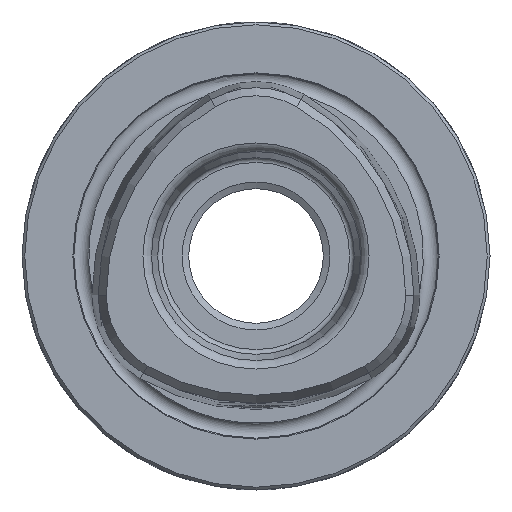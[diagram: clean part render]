
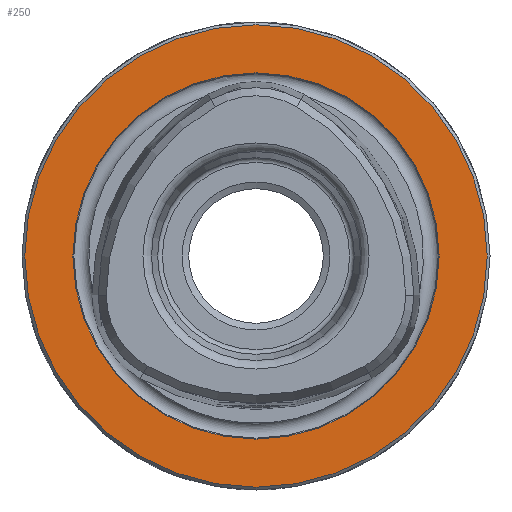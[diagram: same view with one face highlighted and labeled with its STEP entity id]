
A CAD part, left-side view. The second image highlights one B-rep face of the part: STEP entity #250.
In plain terms, the highlighted planar face has unit normal (-1, 0, 0).
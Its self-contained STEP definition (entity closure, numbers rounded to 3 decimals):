
#250 = ADVANCED_FACE( '', ( #560, #561 ), #562, .T. );
#560 = FACE_OUTER_BOUND( '', #915, .T. );
#561 = FACE_BOUND( '', #916, .T. );
#562 = PLANE( '', #917 );
#915 = EDGE_LOOP( '', ( #1552 ) );
#916 = EDGE_LOOP( '', ( #1553 ) );
#917 = AXIS2_PLACEMENT_3D( '', #1554, #1555, #1556 );
#1552 = ORIENTED_EDGE( '', *, *, #2017, .T. );
#1553 = ORIENTED_EDGE( '', *, *, #2018, .F. );
#1554 = CARTESIAN_POINT( '', ( 0., 0., 19.4 ) );
#1555 = DIRECTION( '', ( -1., 0., 0. ) );
#1556 = DIRECTION( '', ( 0., 0., 1. ) );
#2017 = EDGE_CURVE( '', #2408, #2408, #2409, .T. );
#2018 = EDGE_CURVE( '', #2410, #2410, #2411, .T. );
#2408 = VERTEX_POINT( '', #3614 );
#2409 = CIRCLE( '', #3615, 24.7 );
#2410 = VERTEX_POINT( '', #3616 );
#2411 = CIRCLE( '', #3617, 19.564 );
#3614 = CARTESIAN_POINT( '', ( 0., 0., 24.7 ) );
#3615 = AXIS2_PLACEMENT_3D( '', #3933, #3934, #3935 );
#3616 = CARTESIAN_POINT( '', ( 0., 0., 19.564 ) );
#3617 = AXIS2_PLACEMENT_3D( '', #3936, #3937, #3938 );
#3933 = CARTESIAN_POINT( '', ( 0., 0., 0. ) );
#3934 = DIRECTION( '', ( -1., 0., 0. ) );
#3935 = DIRECTION( '', ( 0., 0., 1. ) );
#3936 = CARTESIAN_POINT( '', ( 0., 0., 0. ) );
#3937 = DIRECTION( '', ( -1., 0., 0. ) );
#3938 = DIRECTION( '', ( 0., 0., 1. ) );
